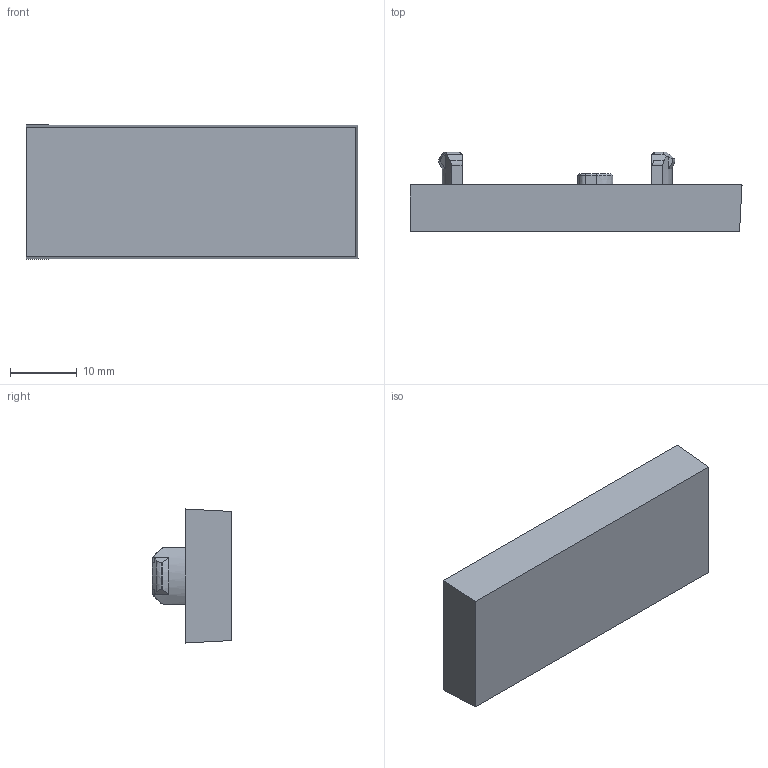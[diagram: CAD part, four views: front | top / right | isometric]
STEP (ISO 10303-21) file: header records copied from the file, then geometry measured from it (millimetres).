
FILE_DESCRIPTION (( 'STEP AP203' ), '1' );
FILE_NAME ('foot-3d-printing-v4.STEP', '2023-07-05T11:16:10', ( '' ), ( '' ), 'SwSTEP 2.0', 'SolidWorks 2023', '' );
FILE_SCHEMA (( 'CONFIG_CONTROL_DESIGN' ));
Length unit declared in the file: millimetre
Products named in the file (1): foot-3d-printing-v4
Bounding box: 49.9 x 11.9 x 20.14 mm (x, y, z)
Volume: 6594 mm3; surface area: 3386.5 mm2
Topology: 1 solids, 1 shells, 80 faces, 215 edges, 142 vertices
Faces by surface type: plane 39, cylinder 21, cone 17, torus 3
Entity records: 2779 total; most frequent: CARTESIAN_POINT 795, ORIENTED_EDGE 430, DIRECTION 354, EDGE_CURVE 215, VERTEX_POINT 142, AXIS2_PLACEMENT_3D 127, VECTOR 100, LINE 100
